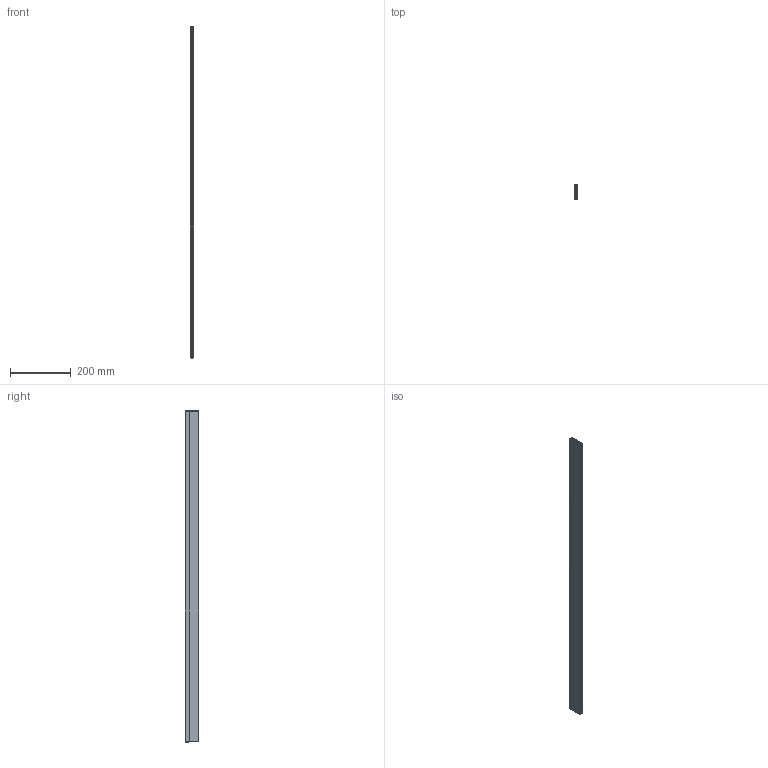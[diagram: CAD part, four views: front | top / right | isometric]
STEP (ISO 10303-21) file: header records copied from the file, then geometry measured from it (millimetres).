
FILE_DESCRIPTION (( 'STEP AP203' ), '1' );
FILE_NAME ('KG F8 schmal mit Abschlusskappen 1084.STEP', '2025-07-22T10:44:17', ( '' ), ( '' ), 'SwSTEP 2.0', 'SolidWorks 2023', '' );
FILE_SCHEMA (( 'CONFIG_CONTROL_DESIGN' ));
Length unit declared in the file: millimetre
Products named in the file (8): Innengeometrie_WA_952; Aussengehäuse_WA_952; Abschlusskappe KG-F8; Betätigungsteil_WA; Abschlusskappe KG-F8 Auslöseseite; KG F8 schmal mit Abschlusskappen 1084; Schutzprofil KG-F8 mit Schraubkanal 1084_1000; M2.9x13
Assembly tree (8 placements, depth 2):
  KG F8 schmal mit Abschlusskappen 1084
    Schutzprofil KG-F8 mit Schraubkanal 1084_1000
    Aussengehäuse_WA_952
    Betätigungsteil_WA
    Innengeometrie_WA_952
    Abschlusskappe KG-F8 Auslöseseite
    Abschlusskappe KG-F8
    M2.9x13  x2
Bounding box: 11.8 x 46 x 1091.25 mm (x, y, z)
Volume: 315753.8 mm3; surface area: 486062.8 mm2
Topology: 23 solids, 23 shells, 1446 faces, 3962 edges, 2570 vertices
Faces by surface type: plane 716, bspline 474, cylinder 190, cone 28, sphere 20, torus 18
Entity records: 61271 total; most frequent: CARTESIAN_POINT 27819, ORIENTED_EDGE 7672, DIRECTION 5060, EDGE_CURVE 3836, VERTEX_POINT 2514, VECTOR 2488, LINE 2488, EDGE_LOOP 1536
